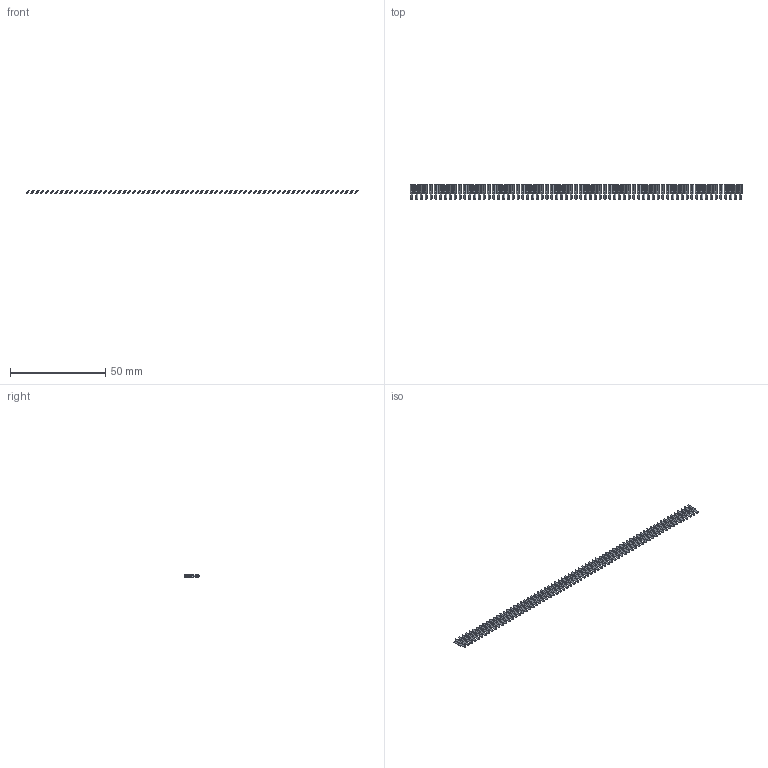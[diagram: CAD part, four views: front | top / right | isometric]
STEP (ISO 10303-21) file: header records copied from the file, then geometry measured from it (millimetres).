
FILE_DESCRIPTION (( 'STEP AP203' ), '1' );
FILE_NAME ('106-069-253-100.STEP', '2020-04-16T22:11:30', ( '' ), ( '' ), 'SwSTEP 2.0', 'SolidWorks 2016', '' );
FILE_SCHEMA (( 'CONFIG_CONTROL_DESIGN' ));
Length unit declared in the file: inch
Products named in the file (2): 106-069-253-100; 100-290-001_100-290-253
Assembly tree (69 placements, depth 2):
  106-069-253-100
    100-290-001_100-290-253  x69
Bounding box: 174.52 x 7.62 x 1.8 mm (x, y, z)
Volume: 380.7 mm3; surface area: 2374.1 mm2
Topology: 69 solids, 69 shells, 1380 faces, 3726 edges, 2484 vertices
Faces by surface type: plane 1311, cylinder 69
Entity records: 2996 total; most frequent: DIRECTION 240, CARTESIAN_POINT 182, DATE_AND_TIME 148, COORDINATED_UNIVERSAL_TIME_OFFSET 148, LOCAL_TIME 148, CALENDAR_DATE 148, ORIENTED_EDGE 108, AXIS2_PLACEMENT_3D 94
